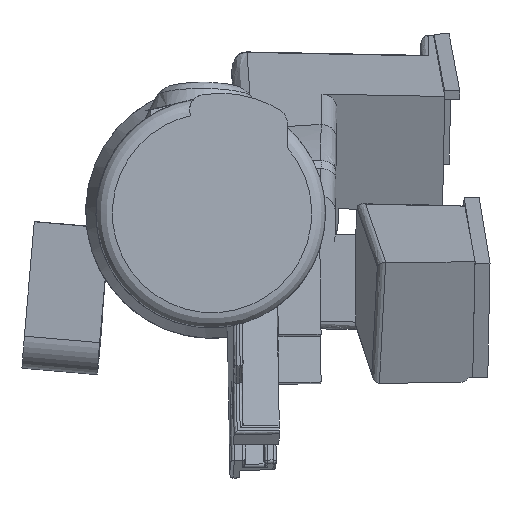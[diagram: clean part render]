
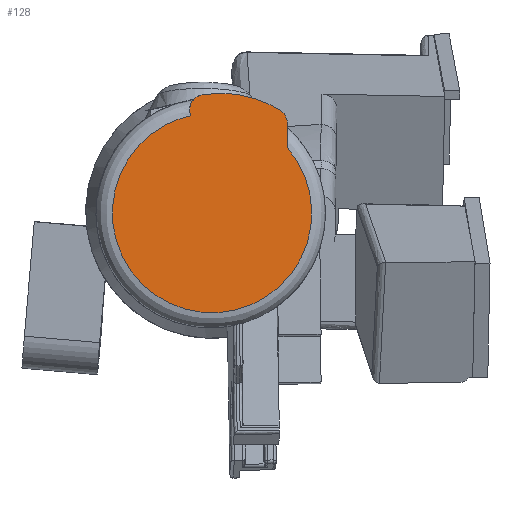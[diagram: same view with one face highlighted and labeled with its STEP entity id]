
A CAD part, left-side view. The second image highlights one B-rep face of the part: STEP entity #128.
In plain terms, the highlighted free-form (B-spline) face has degree [1, 1] with [2, 2] control points.
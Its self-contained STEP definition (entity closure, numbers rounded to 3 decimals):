
#128=ADVANCED_FACE('',(#385),#386,.F.);
#385=FACE_OUTER_BOUND('',#1801,.T.);
#386=B_SPLINE_SURFACE_WITH_KNOTS('',1,1,((#1802,#1803),(#1804,#1805)),.UNSPECIFIED.,.F.,.F.,.F.,(2,2),(2,2),(0.0,1.0),(0.0,1.0),.UNSPECIFIED.);
#1801=EDGE_LOOP('',(#3651,#3652,#3653,#3654,#3655));
#1802=CARTESIAN_POINT('',(-3.985,-0.677,-0.669));
#1803=CARTESIAN_POINT('',(-3.985,-0.677,0.806));
#1804=CARTESIAN_POINT('',(-4.108,0.659,-0.669));
#1805=CARTESIAN_POINT('',(-4.108,0.659,0.806));
#3651=ORIENTED_EDGE('',*,*,#4459,.T.);
#3652=ORIENTED_EDGE('',*,*,#4198,.T.);
#3653=ORIENTED_EDGE('',*,*,#4242,.F.);
#3654=ORIENTED_EDGE('',*,*,#4460,.T.);
#3655=ORIENTED_EDGE('',*,*,#4233,.F.);
#4198=EDGE_CURVE('',#4725,#4722,#4726,.F.);
#4233=EDGE_CURVE('',#4788,#4789,#4790,.T.);
#4242=EDGE_CURVE('',#4805,#4722,#4807,.T.);
#4459=EDGE_CURVE('',#4788,#4725,#5168,.T.);
#4460=EDGE_CURVE('',#4805,#4789,#5169,.T.);
#4722=VERTEX_POINT('',#5714);
#4725=VERTEX_POINT('',#5742);
#4726=ELLIPSE('',#5743,0.663,0.66);
#4788=VERTEX_POINT('',#5898);
#4789=VERTEX_POINT('',#5899);
#4790=B_SPLINE_CURVE_WITH_KNOTS('',3,(#5900,#5901,#5902,#5903),.UNSPECIFIED.,.F.,.F.,(4,4),(0.,0.001),.UNSPECIFIED.);
#4805=VERTEX_POINT('',#5962);
#4807=LINE('',#5972,#5973);
#5168=B_SPLINE_CURVE_WITH_KNOTS('',3,(#6708,#6709,#6710,#6711,#6712,#6713,#6714,#6715,#6716,#6717,#6718,#6719,#6720,#6721,#6722,#6723,#6724,#6725,#6726,#6727,#6728,#6729,#6730,#6731,#6732,#6733,#6734),.UNSPECIFIED.,.F.,.F.,(4,2,2,1,2,2,2,2,1,1,2,2,2,2,4),(0.,0.,0.,0.,0.,0.,0.,0.,0.,0.,0.,0.,0.,0.,0.),.UNSPECIFIED.);
#5169=B_SPLINE_CURVE_WITH_KNOTS('',3,(#6735,#6736,#6737,#6738,#6739,#6740,#6741,#6742,#6743,#6744,#6745,#6746,#6747,#6748,#6749,#6750),.UNSPECIFIED.,.F.,.F.,(4,2,2,2,1,2,2,1,4),(0.0,0.,0.,0.,0.,0.,0.,0.,0.),.UNSPECIFIED.);
#5714=CARTESIAN_POINT('',(-4.001,-0.507,0.433));
#5742=CARTESIAN_POINT('',(-4.059,0.132,0.645));
#5743=AXIS2_PLACEMENT_3D('',#7316,#7317,#7318);
#5898=CARTESIAN_POINT('',(-4.052,0.057,0.783));
#5899=CARTESIAN_POINT('',(-4.005,-0.461,0.679));
#5900=CARTESIAN_POINT('',(-4.052,0.057,0.783));
#5901=CARTESIAN_POINT('',(-4.036,-0.12,0.814));
#5902=CARTESIAN_POINT('',(-4.019,-0.308,0.777));
#5903=CARTESIAN_POINT('',(-4.005,-0.461,0.679));
#5962=CARTESIAN_POINT('',(-4.001,-0.507,0.595));
#5972=CARTESIAN_POINT('',(-4.001,-0.507,1.1));
#5973=VECTOR('',#7369,1.0);
#6708=CARTESIAN_POINT('',(-4.052,0.057,0.783));
#6709=CARTESIAN_POINT('',(-4.053,0.065,0.782));
#6710=CARTESIAN_POINT('',(-4.054,0.072,0.78));
#6711=CARTESIAN_POINT('',(-4.055,0.082,0.775));
#6712=CARTESIAN_POINT('',(-4.055,0.086,0.774));
#6713=CARTESIAN_POINT('',(-4.056,0.092,0.77));
#6714=CARTESIAN_POINT('',(-4.056,0.099,0.766));
#6715=CARTESIAN_POINT('',(-4.057,0.105,0.761));
#6716=CARTESIAN_POINT('',(-4.057,0.11,0.756));
#6717=CARTESIAN_POINT('',(-4.057,0.113,0.753));
#6718=CARTESIAN_POINT('',(-4.058,0.12,0.745));
#6719=CARTESIAN_POINT('',(-4.059,0.124,0.739));
#6720=CARTESIAN_POINT('',(-4.059,0.13,0.729));
#6721=CARTESIAN_POINT('',(-4.059,0.131,0.725));
#6722=CARTESIAN_POINT('',(-4.059,0.134,0.718));
#6723=CARTESIAN_POINT('',(-4.06,0.137,0.711));
#6724=CARTESIAN_POINT('',(-4.06,0.139,0.702));
#6725=CARTESIAN_POINT('',(-4.06,0.139,0.696));
#6726=CARTESIAN_POINT('',(-4.06,0.14,0.693));
#6727=CARTESIAN_POINT('',(-4.06,0.14,0.691));
#6728=CARTESIAN_POINT('',(-4.06,0.14,0.681));
#6729=CARTESIAN_POINT('',(-4.06,0.14,0.674));
#6730=CARTESIAN_POINT('',(-4.06,0.138,0.663));
#6731=CARTESIAN_POINT('',(-4.06,0.137,0.659));
#6732=CARTESIAN_POINT('',(-4.059,0.135,0.652));
#6733=CARTESIAN_POINT('',(-4.059,0.133,0.648));
#6734=CARTESIAN_POINT('',(-4.059,0.132,0.645));
#6735=CARTESIAN_POINT('',(-4.001,-0.507,0.595));
#6736=CARTESIAN_POINT('',(-4.001,-0.507,0.603));
#6737=CARTESIAN_POINT('',(-4.001,-0.506,0.611));
#6738=CARTESIAN_POINT('',(-4.001,-0.504,0.621));
#6739=CARTESIAN_POINT('',(-4.001,-0.503,0.623));
#6740=CARTESIAN_POINT('',(-4.001,-0.502,0.627));
#6741=CARTESIAN_POINT('',(-4.001,-0.501,0.629));
#6742=CARTESIAN_POINT('',(-4.001,-0.499,0.635));
#6743=CARTESIAN_POINT('',(-4.002,-0.495,0.643));
#6744=CARTESIAN_POINT('',(-4.002,-0.491,0.65));
#6745=CARTESIAN_POINT('',(-4.002,-0.487,0.655));
#6746=CARTESIAN_POINT('',(-4.003,-0.486,0.657));
#6747=CARTESIAN_POINT('',(-4.003,-0.483,0.66));
#6748=CARTESIAN_POINT('',(-4.003,-0.476,0.668));
#6749=CARTESIAN_POINT('',(-4.004,-0.468,0.675));
#6750=CARTESIAN_POINT('',(-4.005,-0.461,0.679));
#7316=CARTESIAN_POINT('',(-4.046,-0.009,0.0));
#7317=DIRECTION('',(0.996,0.091,0.0));
#7318=DIRECTION('',(0.091,-0.996,-0.0));
#7369=DIRECTION('',(-0.0,-0.0,-1.0));
